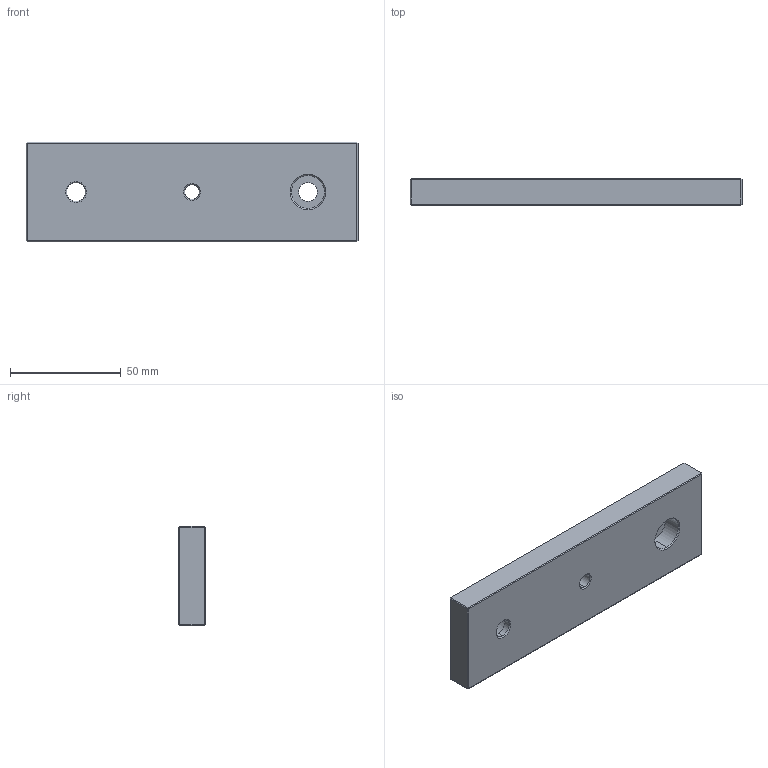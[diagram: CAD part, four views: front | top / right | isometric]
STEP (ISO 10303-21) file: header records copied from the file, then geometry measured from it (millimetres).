
FILE_DESCRIPTION (( 'STEP AP214' ), '1' );
FILE_NAME ('entretoise appareil photo.STEP', '2021-02-16T10:20:08', ( '' ), ( '' ), 'SwSTEP 2.0', 'SolidWorks 2020', '' );
FILE_SCHEMA (( 'AUTOMOTIVE_DESIGN' ));
Length unit declared in the file: millimetre
Products named in the file (1): entretoise appareil photo
Bounding box: 150 x 12 x 45 mm (x, y, z)
Volume: 77045.9 mm3; surface area: 18832.2 mm2
Topology: 1 solids, 1 shells, 50 faces, 102 edges, 56 vertices
Faces by surface type: plane 28, cone 12, cylinder 10
Entity records: 1316 total; most frequent: DIRECTION 236, CARTESIAN_POINT 209, ORIENTED_EDGE 204, EDGE_CURVE 102, AXIS2_PLACEMENT_3D 83, VECTOR 70, LINE 70, EDGE_LOOP 58
